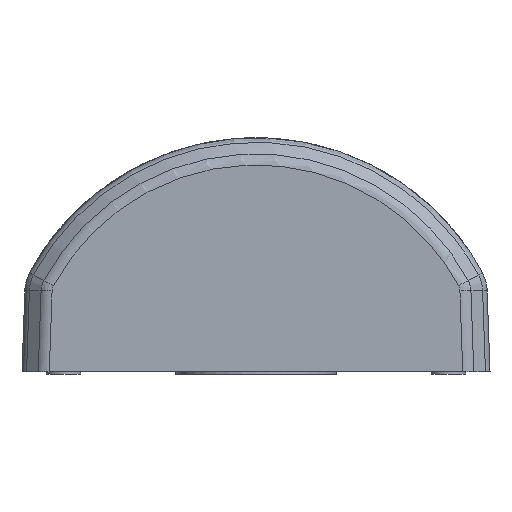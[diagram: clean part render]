
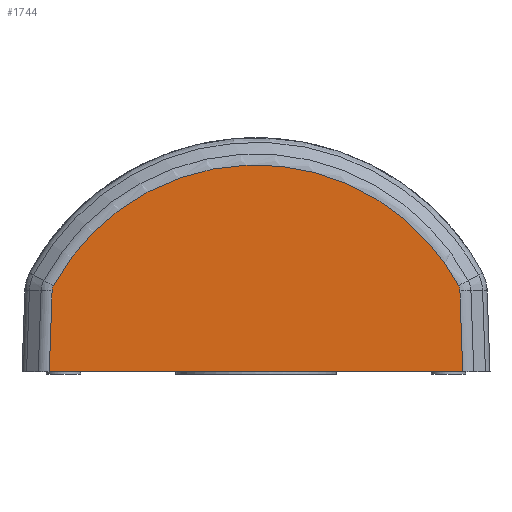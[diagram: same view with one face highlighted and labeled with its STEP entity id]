
A CAD part, left-side view. The second image highlights one B-rep face of the part: STEP entity #1744.
In plain terms, the highlighted planar face has unit normal (-1, 0, 0).
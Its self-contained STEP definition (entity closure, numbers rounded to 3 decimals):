
#1022=B_SPLINE_CURVE_WITH_KNOTS('',3,(#19348,#19349,#19350,#19351),.UNSPECIFIED.,
 .F.,.F.,(4,4),(0.,1.),.UNSPECIFIED.);
#1150=B_SPLINE_CURVE_WITH_KNOTS('',3,(#21547,#21548,#21549,#21550),.UNSPECIFIED.,
 .F.,.F.,(4,4),(0.,1.),.UNSPECIFIED.);
#1154=B_SPLINE_CURVE_WITH_KNOTS('',3,(#21568,#21569,#21570,#21571),.UNSPECIFIED.,
 .F.,.F.,(4,4),(0.,1.),.UNSPECIFIED.);
#1157=B_SPLINE_CURVE_WITH_KNOTS('',3,(#21584,#21585,#21586,#21587),.UNSPECIFIED.,
 .F.,.F.,(4,4),(0.,1.),.UNSPECIFIED.);
#1158=B_SPLINE_CURVE_WITH_KNOTS('',3,(#21589,#21590,#21591,#21592,#21593,
#21594,#21595,#21596,#21597,#21598,#21599,#21600,#21601,#21602,#21603,#21604,
#21605,#21606),.UNSPECIFIED.,.F.,.F.,(4,2,2,2,2,2,2,2,4),(0.,0.125,0.25,
0.375,0.5,0.625,0.75,0.875,1.),.UNSPECIFIED.);
#1159=B_SPLINE_CURVE_WITH_KNOTS('',3,(#21608,#21609,#21610,#21611),.UNSPECIFIED.,
 .F.,.F.,(4,4),(0.,1.),.UNSPECIFIED.);
#1744=ADVANCED_FACE('',(#2978),#2555,.F.);
#2555=PLANE('',#14568);
#2978=FACE_OUTER_BOUND('',#3798,.T.);
#3798=EDGE_LOOP('',(#4967,#4968,#4969,#4970,#4971,#4972));
#4967=ORIENTED_EDGE('',*,*,#10574,.T.);
#4968=ORIENTED_EDGE('',*,*,#10397,.F.);
#4969=ORIENTED_EDGE('',*,*,#10570,.T.);
#4970=ORIENTED_EDGE('',*,*,#10577,.F.);
#4971=ORIENTED_EDGE('',*,*,#10578,.F.);
#4972=ORIENTED_EDGE('',*,*,#10579,.F.);
#9016=VERTEX_POINT('',#19347);
#9017=VERTEX_POINT('',#19352);
#9155=VERTEX_POINT('',#21545);
#9158=VERTEX_POINT('',#21563);
#9159=VERTEX_POINT('',#21588);
#9160=VERTEX_POINT('',#21607);
#10397=EDGE_CURVE('',#9016,#9017,#1022,.T.);
#10570=EDGE_CURVE('',#9016,#9155,#1150,.T.);
#10574=EDGE_CURVE('',#9158,#9017,#1154,.T.);
#10577=EDGE_CURVE('',#9159,#9155,#1157,.T.);
#10578=EDGE_CURVE('',#9160,#9159,#1158,.T.);
#10579=EDGE_CURVE('',#9158,#9160,#1159,.T.);
#14568=AXIS2_PLACEMENT_3D('',#21612,#15881,#15882);
#15881=DIRECTION('',(1.,0.,0.));
#15882=DIRECTION('',(0.,0.,-1.));
#19347=CARTESIAN_POINT('',(-59.1,-39.754,1.25));
#19348=CARTESIAN_POINT('',(-59.1,-39.754,1.25));
#19349=CARTESIAN_POINT('',(-59.1,-13.25,1.25));
#19350=CARTESIAN_POINT('',(-59.1,13.253,1.25));
#19351=CARTESIAN_POINT('',(-59.1,39.757,1.25));
#19352=CARTESIAN_POINT('',(-59.1,39.757,1.25));
#21545=CARTESIAN_POINT('',(-59.1,-39.212,16.783));
#21547=CARTESIAN_POINT('',(-59.1,-39.754,1.25));
#21548=CARTESIAN_POINT('',(-59.1,-39.573,6.428));
#21549=CARTESIAN_POINT('',(-59.1,-39.393,11.605));
#21550=CARTESIAN_POINT('',(-59.1,-39.212,16.783));
#21563=CARTESIAN_POINT('',(-59.1,39.215,16.783));
#21568=CARTESIAN_POINT('',(-59.1,39.215,16.783));
#21569=CARTESIAN_POINT('',(-59.1,39.396,11.605));
#21570=CARTESIAN_POINT('',(-59.1,39.576,6.428));
#21571=CARTESIAN_POINT('',(-59.1,39.757,1.25));
#21584=CARTESIAN_POINT('',(-59.1,-38.942,17.776));
#21585=CARTESIAN_POINT('',(-59.1,-39.107,17.472));
#21586=CARTESIAN_POINT('',(-59.1,-39.2,17.129));
#21587=CARTESIAN_POINT('',(-59.1,-39.212,16.783));
#21588=CARTESIAN_POINT('',(-59.1,-38.942,17.776));
#21589=CARTESIAN_POINT('',(-59.1,38.945,17.776));
#21590=CARTESIAN_POINT('',(-59.1,37.06,21.267));
#21591=CARTESIAN_POINT('',(-59.1,34.703,24.503));
#21592=CARTESIAN_POINT('',(-59.1,29.214,30.233));
#21593=CARTESIAN_POINT('',(-59.1,26.082,32.726));
#21594=CARTESIAN_POINT('',(-59.1,19.267,36.791));
#21595=CARTESIAN_POINT('',(-59.1,15.586,38.362));
#21596=CARTESIAN_POINT('',(-59.1,7.936,40.471));
#21597=CARTESIAN_POINT('',(-59.1,3.969,41.007));
#21598=CARTESIAN_POINT('',(-59.1,-3.966,41.007));
#21599=CARTESIAN_POINT('',(-59.1,-7.933,40.471));
#21600=CARTESIAN_POINT('',(-59.1,-15.583,38.362));
#21601=CARTESIAN_POINT('',(-59.1,-19.264,36.791));
#21602=CARTESIAN_POINT('',(-59.1,-26.079,32.726));
#21603=CARTESIAN_POINT('',(-59.1,-29.211,30.233));
#21604=CARTESIAN_POINT('',(-59.1,-34.7,24.503));
#21605=CARTESIAN_POINT('',(-59.1,-37.057,21.267));
#21606=CARTESIAN_POINT('',(-59.1,-38.942,17.776));
#21607=CARTESIAN_POINT('',(-59.1,38.945,17.776));
#21608=CARTESIAN_POINT('',(-59.1,39.215,16.783));
#21609=CARTESIAN_POINT('',(-59.1,39.203,17.129));
#21610=CARTESIAN_POINT('',(-59.1,39.11,17.472));
#21611=CARTESIAN_POINT('',(-59.1,38.945,17.776));
#21612=CARTESIAN_POINT('',(-59.1,-45.,5.75));
